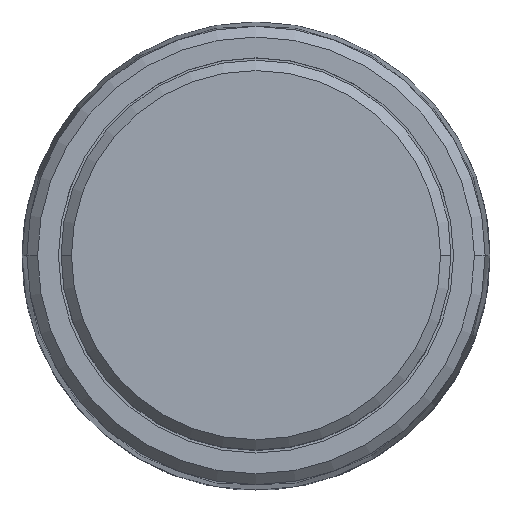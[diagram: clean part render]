
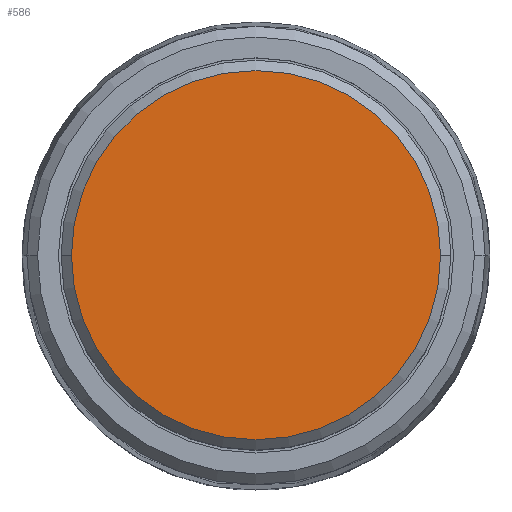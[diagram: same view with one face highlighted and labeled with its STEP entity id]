
A CAD part, top view. The second image highlights one B-rep face of the part: STEP entity #586.
In plain terms, the highlighted planar face has unit normal (0, 0, 1).
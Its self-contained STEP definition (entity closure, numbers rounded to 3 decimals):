
#371 = AXIS2_PLACEMENT_3D ( 'NONE', #2492, #3831, #940 ) ;
#472 = DIRECTION ( 'NONE',  ( 0., 0., 1. ) ) ;
#586 = ADVANCED_FACE ( 'NONE', ( #800 ), #2043, .T. ) ;
#800 = FACE_OUTER_BOUND ( 'NONE', #1630, .T. ) ;
#809 = CARTESIAN_POINT ( 'NONE',  ( 3.55, 0., 9. ) ) ;
#940 = DIRECTION ( 'NONE',  ( -1., 0., 0. ) ) ;
#1192 = AXIS2_PLACEMENT_3D ( 'NONE', #3355, #472, #1726 ) ;
#1218 = DIRECTION ( 'NONE',  ( -1., 0., 0. ) ) ;
#1497 = ORIENTED_EDGE ( 'NONE', *, *, #3050, .T. ) ;
#1630 = EDGE_LOOP ( 'NONE', ( #2126, #1497 ) ) ;
#1726 = DIRECTION ( 'NONE',  ( 1., 0., 0. ) ) ;
#1745 = CARTESIAN_POINT ( 'NONE',  ( -3.55, 0., 9. ) ) ;
#1755 = AXIS2_PLACEMENT_3D ( 'NONE', #2776, #4136, #1218 ) ;
#2043 = PLANE ( 'NONE',  #1192 ) ;
#2126 = ORIENTED_EDGE ( 'NONE', *, *, #3510, .T. ) ;
#2152 = CIRCLE ( 'NONE', #371, 3.55 ) ;
#2492 = CARTESIAN_POINT ( 'NONE',  ( 0., 0., 9. ) ) ;
#2525 = VERTEX_POINT ( 'NONE', #809 ) ;
#2776 = CARTESIAN_POINT ( 'NONE',  ( 0., 0., 9. ) ) ;
#3050 = EDGE_CURVE ( 'NONE', #2525, #3367, #3611, .T. ) ;
#3355 = CARTESIAN_POINT ( 'NONE',  ( -3.593, -3.593, 9. ) ) ;
#3367 = VERTEX_POINT ( 'NONE', #1745 ) ;
#3510 = EDGE_CURVE ( 'NONE', #3367, #2525, #2152, .T. ) ;
#3611 = CIRCLE ( 'NONE', #1755, 3.55 ) ;
#3831 = DIRECTION ( 'NONE',  ( 0., 0., 1. ) ) ;
#4136 = DIRECTION ( 'NONE',  ( 0., 0., 1. ) ) ;
